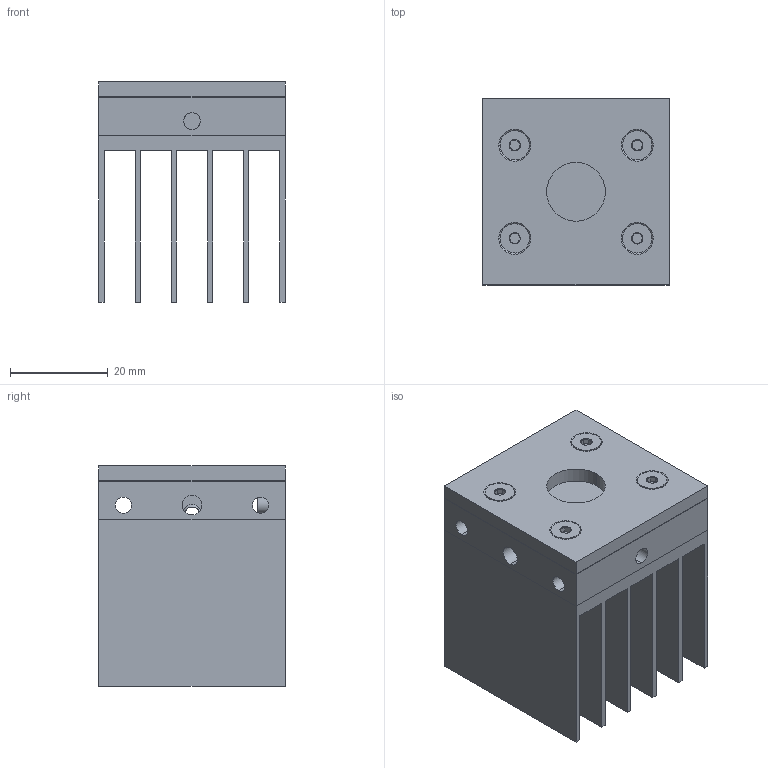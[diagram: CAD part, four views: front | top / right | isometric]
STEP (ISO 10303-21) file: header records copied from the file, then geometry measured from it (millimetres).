
FILE_DESCRIPTION (( 'STEP AP214' ), '1' );
FILE_NAME ('SK-9679 UP12E-20H-H5.STEP', '2017-10-23T13:26:29', ( '' ), ( '' ), 'SwSTEP 2.0', 'SolidWorks 2016', '' );
FILE_SCHEMA (( 'AUTOMOTIVE_DESIGN' ));
Length unit declared in the file: millimetre
Products named in the file (1): SK-9679 UP12E-20H-H5
Bounding box: 38 x 38 x 45.05 mm (x, y, z)
Surface area: 23709.9 mm2 (no closed solid volume)
Topology: 0 solids, 8 shells, 146 faces, 402 edges, 266 vertices
Faces by surface type: plane 74, cone 49, cylinder 23
Entity records: 6642 total; most frequent: CARTESIAN_POINT 1341, DIRECTION 764, ORIENTED_EDGE 698, EDGE_CURVE 402, AXIS2_PLACEMENT_3D 273, VERTEX_POINT 266, LINE 218, VECTOR 218
